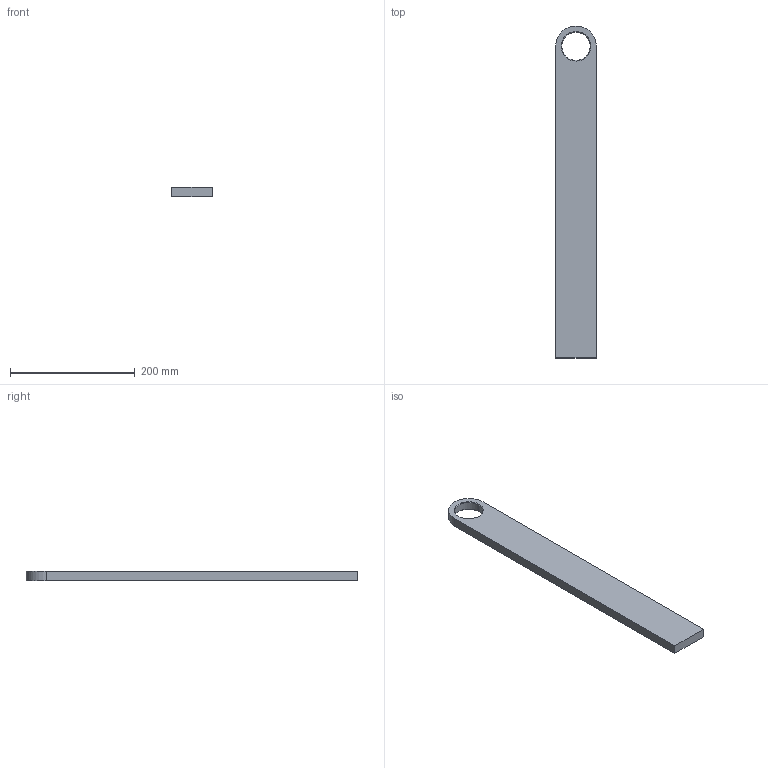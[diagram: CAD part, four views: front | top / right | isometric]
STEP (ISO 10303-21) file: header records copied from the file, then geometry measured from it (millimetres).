
FILE_DESCRIPTION((''),'2;1');
FILE_NAME('6158120550','2015-02-18T',('gredl'),(''),'PRO/ENGINEER BY PARAMETRIC TECHNOLOGY CORPORATION, 2014200','PRO/ENGINEER BY PARAMETRIC TECHNOLOGY CORPORATION, 2014200','');
FILE_SCHEMA(('AUTOMOTIVE_DESIGN { 1 0 10303 214 1 1 1 1 }'));
Length unit declared in the file: millimetre
Products named in the file (1): 6158120550
Bounding box: 65 x 532.5 x 15 mm (x, y, z)
Volume: 488067.3 mm3; surface area: 84572 mm2
Topology: 1 solids, 1 shells, 12 faces, 26 edges, 16 vertices
Faces by surface type: plane 5, cone 4, cylinder 3
Entity records: 815 total; most frequent: PROPERTY_DEFINITION 69, REPRESENTATION 68, PROPERTY_DEFINITION_REPRESENTATION 68, COLOUR_RGB 67, DESCRIPTIVE_REPRESENTATION_ITEM 61, DIRECTION 60, GENERAL_PROPERTY 60, GENERAL_PROPERTY_ASSOCIATION 60
